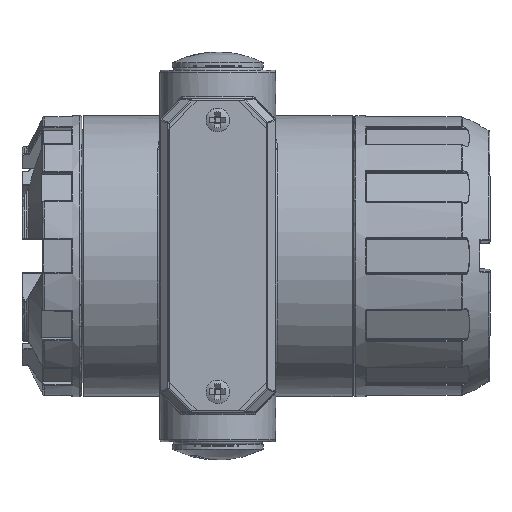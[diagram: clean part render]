
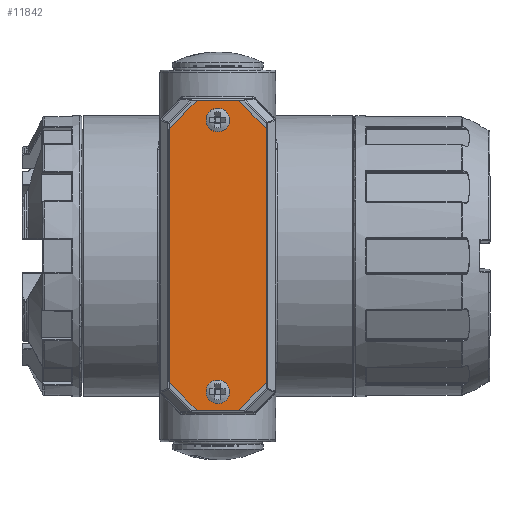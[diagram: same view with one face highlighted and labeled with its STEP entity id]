
A CAD part, top view. The second image highlights one B-rep face of the part: STEP entity #11842.
In plain terms, the highlighted planar face has unit normal (0, 0, 1).
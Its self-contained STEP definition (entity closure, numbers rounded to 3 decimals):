
#11842=ADVANCED_FACE('',(#40599,#40601,#40603),#40605,.T.);
#40599=FACE_BOUND('',#40600,.T.);
#40600=EDGE_LOOP('',(#73508,#73509,#73510,#73511,#73512,#73513,#73514,#73515));
#40601=FACE_BOUND('',#40602,.T.);
#40602=EDGE_LOOP('',(#73516));
#40603=FACE_BOUND('',#40604,.T.);
#40604=EDGE_LOOP('',(#73517));
#40605=PLANE('',#40606);
#40606=AXIS2_PLACEMENT_3D('',#40607,#40608,#40609);
#40607=CARTESIAN_POINT('',(0.,0.,0.3));
#40608=DIRECTION('',(0.,0.,1.));
#40609=DIRECTION('',(-1.,0.,0.));
#73508=ORIENTED_EDGE('',*,*,#79960,.T.);
#73509=ORIENTED_EDGE('',*,*,#79961,.T.);
#73510=ORIENTED_EDGE('',*,*,#79962,.T.);
#73511=ORIENTED_EDGE('',*,*,#79963,.T.);
#73512=ORIENTED_EDGE('',*,*,#79964,.T.);
#73513=ORIENTED_EDGE('',*,*,#79965,.T.);
#73514=ORIENTED_EDGE('',*,*,#79966,.T.);
#73515=ORIENTED_EDGE('',*,*,#79967,.T.);
#73516=ORIENTED_EDGE('',*,*,#79968,.T.);
#73517=ORIENTED_EDGE('',*,*,#79969,.T.);
#79960=EDGE_CURVE('',#85612,#85613,#85614,.T.);
#79961=EDGE_CURVE('',#85613,#85615,#85616,.T.);
#79962=EDGE_CURVE('',#85615,#85617,#85618,.T.);
#79963=EDGE_CURVE('',#85617,#85619,#85620,.T.);
#79964=EDGE_CURVE('',#85619,#85621,#85622,.T.);
#79965=EDGE_CURVE('',#85621,#85623,#85624,.T.);
#79966=EDGE_CURVE('',#85623,#85625,#85626,.T.);
#79967=EDGE_CURVE('',#85625,#85612,#85627,.T.);
#79968=EDGE_CURVE('',#85628,#85628,#85629,.F.);
#79969=EDGE_CURVE('',#85630,#85630,#85631,.F.);
#85612=VERTEX_POINT('',#103460);
#85613=VERTEX_POINT('',#103461);
#85614=LINE('',#103462,#103463);
#85615=VERTEX_POINT('',#103465);
#85616=LINE('',#103466,#103467);
#85617=VERTEX_POINT('',#103469);
#85618=LINE('',#103470,#103471);
#85619=VERTEX_POINT('',#103473);
#85620=LINE('',#103474,#103475);
#85621=VERTEX_POINT('',#103477);
#85622=LINE('',#103478,#103479);
#85623=VERTEX_POINT('',#103481);
#85624=LINE('',#103482,#103483);
#85625=VERTEX_POINT('',#103485);
#85626=LINE('',#103486,#103487);
#85627=LINE('',#103489,#103490);
#85628=VERTEX_POINT('',#103492);
#85629=CIRCLE('',#103493,1.75);
#85630=VERTEX_POINT('',#103497);
#85631=CIRCLE('',#103498,1.75);
#103460=CARTESIAN_POINT('',(5.,37.5,0.3));
#103461=CARTESIAN_POINT('',(-5.,37.5,0.3));
#103462=CARTESIAN_POINT('',(5.,37.5,0.3));
#103463=VECTOR('',#103464,1.);
#103464=DIRECTION('',(-1.,0.,0.));
#103465=CARTESIAN_POINT('',(-12.,30.5,0.3));
#103466=CARTESIAN_POINT('',(-5.,37.5,0.3));
#103467=VECTOR('',#103468,1.);
#103468=DIRECTION('',(-0.707,-0.707,0.));
#103469=CARTESIAN_POINT('',(-12.,-30.5,0.3));
#103470=CARTESIAN_POINT('',(-12.,30.5,0.3));
#103471=VECTOR('',#103472,1.);
#103472=DIRECTION('',(0.,-1.,0.));
#103473=CARTESIAN_POINT('',(-5.,-37.5,0.3));
#103474=CARTESIAN_POINT('',(-12.,-30.5,0.3));
#103475=VECTOR('',#103476,1.);
#103476=DIRECTION('',(0.707,-0.707,0.));
#103477=CARTESIAN_POINT('',(5.,-37.5,0.3));
#103478=CARTESIAN_POINT('',(-5.,-37.5,0.3));
#103479=VECTOR('',#103480,1.);
#103480=DIRECTION('',(1.,0.,0.));
#103481=CARTESIAN_POINT('',(12.,-30.5,0.3));
#103482=CARTESIAN_POINT('',(5.,-37.5,0.3));
#103483=VECTOR('',#103484,1.);
#103484=DIRECTION('',(0.707,0.707,0.));
#103485=CARTESIAN_POINT('',(12.,30.5,0.3));
#103486=CARTESIAN_POINT('',(12.,-30.5,0.3));
#103487=VECTOR('',#103488,1.);
#103488=DIRECTION('',(0.,1.,0.));
#103489=CARTESIAN_POINT('',(12.,30.5,0.3));
#103490=VECTOR('',#103491,1.);
#103491=DIRECTION('',(-0.707,0.707,0.));
#103492=CARTESIAN_POINT('',(-1.75,-33.,0.3));
#103493=AXIS2_PLACEMENT_3D('',#103494,#103495,#103496);
#103494=CARTESIAN_POINT('',(0.,-33.,0.3));
#103495=DIRECTION('',(0.,0.,1.));
#103496=DIRECTION('',(-1.,0.,0.));
#103497=CARTESIAN_POINT('',(-1.75,33.,0.3));
#103498=AXIS2_PLACEMENT_3D('',#103499,#103500,#103501);
#103499=CARTESIAN_POINT('',(0.,33.,0.3));
#103500=DIRECTION('',(0.,0.,1.));
#103501=DIRECTION('',(-1.,0.,0.));
